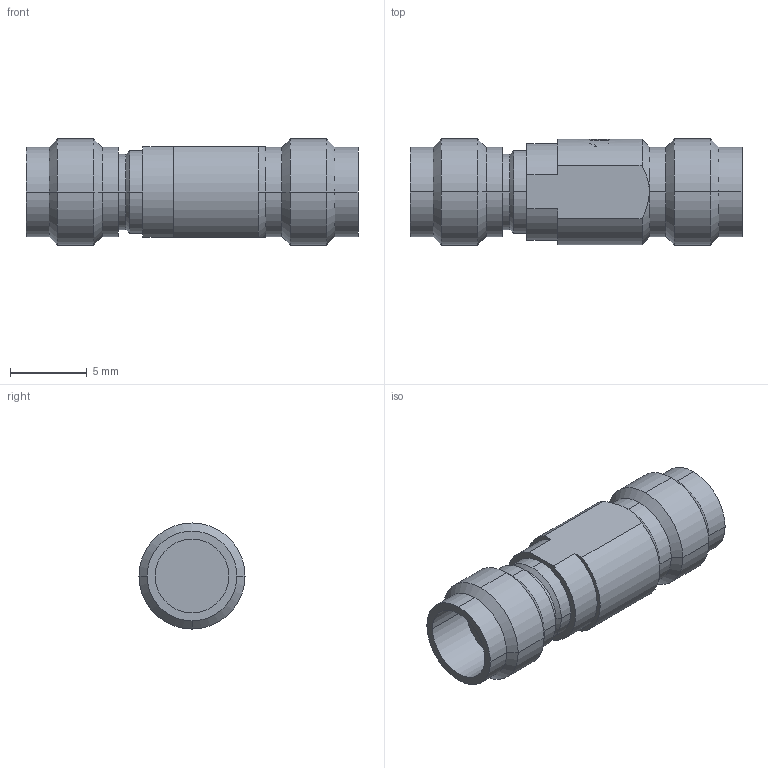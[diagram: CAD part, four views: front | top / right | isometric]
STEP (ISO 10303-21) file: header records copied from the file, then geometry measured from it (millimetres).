
FILE_DESCRIPTION (( 'STEP AP214' ), '1' );
FILE_NAME ('FMAD1643_3D.step', '2023-03-13T20:45:18', ( '' ), ( '' ), 'SwSTEP 2.0', 'SolidWorks 2022', '' );
FILE_SCHEMA (( 'AUTOMOTIVE_DESIGN' ));
Length unit declared in the file: inch
Products named in the file (1): FMAD1643_3D
Bounding box: 21.6 x 6.9 x 6.9 mm (x, y, z)
Volume: 573.8 mm3; surface area: 619.5 mm2
Topology: 1 solids, 1 shells, 122 faces, 303 edges, 193 vertices
Faces by surface type: cylinder 40, bspline 37, plane 27, cone 18
Entity records: 5910 total; most frequent: CARTESIAN_POINT 3233, ORIENTED_EDGE 606, DIRECTION 449, EDGE_CURVE 303, VERTEX_POINT 193, AXIS2_PLACEMENT_3D 178, EDGE_LOOP 132, FACE_OUTER_BOUND 122
